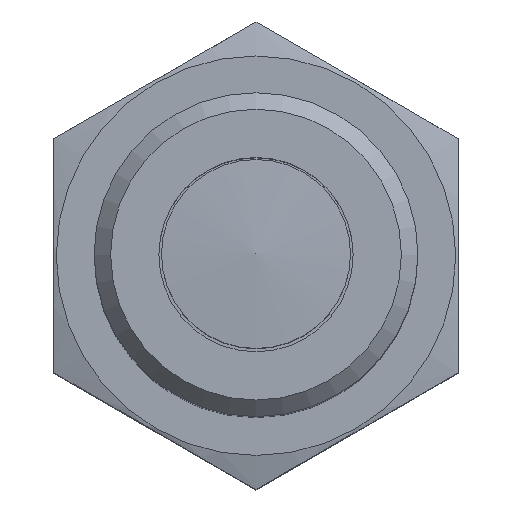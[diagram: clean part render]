
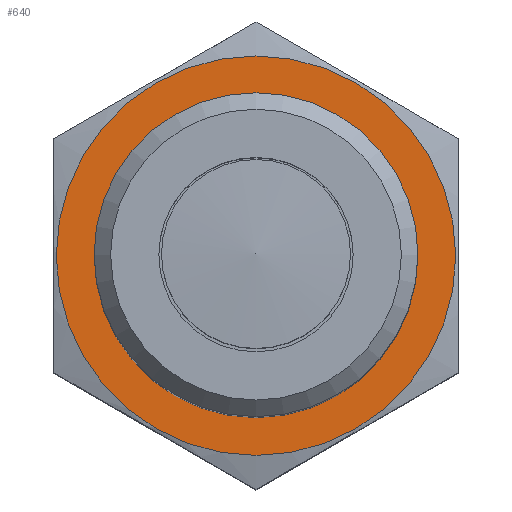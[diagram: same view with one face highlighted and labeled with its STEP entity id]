
A CAD part, top view. The second image highlights one B-rep face of the part: STEP entity #640.
In plain terms, the highlighted face is planar.
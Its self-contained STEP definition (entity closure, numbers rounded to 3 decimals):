
#170=ORIENTED_EDGE('',*,*,#249,.F.);
#171=ORIENTED_EDGE('',*,*,#250,.T.);
#249=EDGE_CURVE('',#298,#298,#329,.T.);
#250=EDGE_CURVE('',#299,#299,#330,.T.);
#298=VERTEX_POINT('',#939);
#299=VERTEX_POINT('',#941);
#329=CIRCLE('',#700,7.4);
#330=CIRCLE('',#701,6.);
#369=EDGE_LOOP('',(#170));
#370=EDGE_LOOP('',(#171));
#423=FACE_BOUND('',#369,.T.);
#424=FACE_BOUND('',#370,.T.);
#455=PLANE('',#699);
#640=ADVANCED_FACE('',(#423,#424),#455,.F.);
#699=AXIS2_PLACEMENT_3D('',#937,#810,#811);
#700=AXIS2_PLACEMENT_3D('',#938,#812,#813);
#701=AXIS2_PLACEMENT_3D('',#940,#814,#815);
#810=DIRECTION('',(1.,0.,0.));
#811=DIRECTION('',(0.,0.,-1.));
#812=DIRECTION('',(1.,0.,0.));
#813=DIRECTION('',(0.,0.,-1.));
#814=DIRECTION('',(1.,0.,0.));
#815=DIRECTION('',(0.,0.,-1.));
#937=CARTESIAN_POINT('',(0.,0.,0.));
#938=CARTESIAN_POINT('',(0.,0.,0.));
#939=CARTESIAN_POINT('',(0.,0.,-7.4));
#940=CARTESIAN_POINT('',(0.,0.,0.));
#941=CARTESIAN_POINT('',(0.,0.,-6.));
